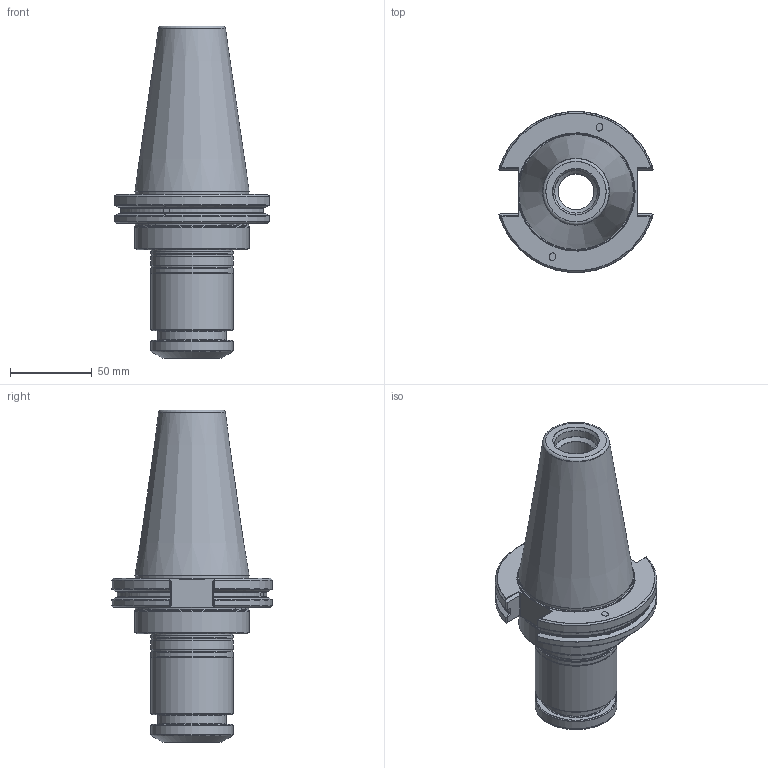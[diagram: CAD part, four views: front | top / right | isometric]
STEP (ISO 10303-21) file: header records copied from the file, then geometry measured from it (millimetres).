
FILE_DESCRIPTION(/* description */ (''),/* implementation_level */ '2;1');
FILE_NAME(/* name */ '435073256.stp',/* time_stamp */ '2021-01-12T12:05:42',/* author */ ('LRA'),/* organization */ ('REGO-FIX'),/* preprocessor_version */ ' Unknown',/* originating_system */ 'SIEMENS PLM Software Solid Edge ST10',/* authorization */ 'Unknown');
FILE_SCHEMA (('AUTOMOTIVE_DESIGN { 1 0 10303 214 2 1 1}'));
Length unit declared in the file: millimetre
Products named in the file (1): NOCUT
Bounding box: 94.65 x 98.36 x 203.22 mm (x, y, z)
Volume: 905917.9 mm3; surface area: 133607.4 mm2
Topology: 2 solids, 2 shells, 262 faces, 677 edges, 427 vertices
Faces by surface type: plane 108, cone 61, cylinder 59, torus 34
Full cylindrical faces by diameter (mm): 3.242 x6, 3.9 x2, 4.5 x2, 12 x2, 21.963 x5, 26.1 x1, 26.4 x1, 33 x2, 42 x2, 50 x2, 50.3 x2, 50.5 x3, 50.8 x3, 69.25 x2, 69.85 x1, 70.15 x1
Entity records: 9314 total; most frequent: CARTESIAN_POINT 1794, DIRECTION 1126, ORIENTED_EDGE 1080, EDGE_CURVE 540, AXIS2_PLACEMENT_3D 460, VERTEX_POINT 398, FACE_BOUND 390, EDGE_LOOP 386
